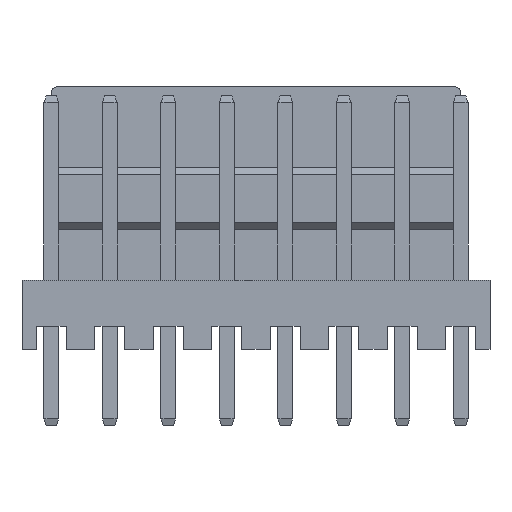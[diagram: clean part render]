
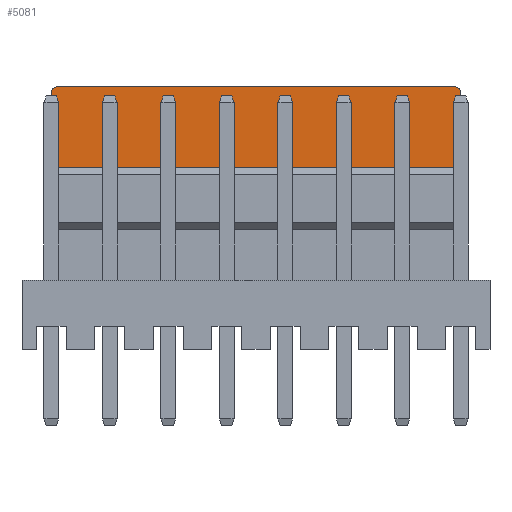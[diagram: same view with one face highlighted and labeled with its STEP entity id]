
A CAD part, front view. The second image highlights one B-rep face of the part: STEP entity #5081.
In plain terms, the highlighted planar face has unit normal (0, -1, 0).
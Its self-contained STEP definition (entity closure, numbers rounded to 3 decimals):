
#8 = ORIENTED_EDGE ( 'NONE', *, *, #626, .F. ) ;
#176 = CARTESIAN_POINT ( 'NONE',  ( 17.53, 1.5, 11.15 ) ) ;
#199 = EDGE_CURVE ( 'NONE', #2258, #3250, #5423, .T. ) ;
#223 = VERTEX_POINT ( 'NONE', #4478 ) ;
#288 = CARTESIAN_POINT ( 'NONE',  ( 17.78, 1.5, 7.9 ) ) ;
#472 = LINE ( 'NONE', #1898, #843 ) ;
#533 = ORIENTED_EDGE ( 'NONE', *, *, #4169, .F. ) ;
#626 = EDGE_CURVE ( 'NONE', #223, #2048, #472, .T. ) ;
#655 = AXIS2_PLACEMENT_3D ( 'NONE', #4369, #1532, #5253 ) ;
#838 = DIRECTION ( 'NONE',  ( 0., 0., -1. ) ) ;
#843 = VECTOR ( 'NONE', #4257, 1000. ) ;
#1237 = CARTESIAN_POINT ( 'NONE',  ( 17.78, 1.5, 7.9 ) ) ;
#1262 = ORIENTED_EDGE ( 'NONE', *, *, #1620, .F. ) ;
#1532 = DIRECTION ( 'NONE',  ( 0., 1., 0. ) ) ;
#1546 = VERTEX_POINT ( 'NONE', #1910 ) ;
#1588 = VECTOR ( 'NONE', #2997, 1000. ) ;
#1620 = EDGE_CURVE ( 'NONE', #4592, #223, #3338, .T. ) ;
#1761 = ORIENTED_EDGE ( 'NONE', *, *, #199, .T. ) ;
#1898 = CARTESIAN_POINT ( 'NONE',  ( 17.78, 1.5, 11.4 ) ) ;
#1910 = CARTESIAN_POINT ( 'NONE',  ( 0., 1.5, 7.9 ) ) ;
#2048 = VERTEX_POINT ( 'NONE', #4971 ) ;
#2071 = DIRECTION ( 'NONE',  ( 0., 1., 0. ) ) ;
#2088 = AXIS2_PLACEMENT_3D ( 'NONE', #1237, #2651, #838 ) ;
#2258 = VERTEX_POINT ( 'NONE', #6060 ) ;
#2525 = CARTESIAN_POINT ( 'NONE',  ( 17.78, 1.5, 11.15 ) ) ;
#2651 = DIRECTION ( 'NONE',  ( 0., -1., 0. ) ) ;
#2710 = CARTESIAN_POINT ( 'NONE',  ( 17.78, 1.5, 0. ) ) ;
#2762 = CIRCLE ( 'NONE', #5511, 0.25 ) ;
#2997 = DIRECTION ( 'NONE',  ( 0., 0., 1. ) ) ;
#3047 = ORIENTED_EDGE ( 'NONE', *, *, #3367, .T. ) ;
#3250 = VERTEX_POINT ( 'NONE', #2525 ) ;
#3338 = CIRCLE ( 'NONE', #655, 0.25 ) ;
#3367 = EDGE_CURVE ( 'NONE', #1546, #2258, #4005, .T. ) ;
#3434 = ORIENTED_EDGE ( 'NONE', *, *, #5252, .F. ) ;
#3489 = DIRECTION ( 'NONE',  ( 0., 0., -1. ) ) ;
#3556 = VECTOR ( 'NONE', #5884, 1000. ) ;
#3976 = CARTESIAN_POINT ( 'NONE',  ( 0., 1.5, 0. ) ) ;
#4001 = LINE ( 'NONE', #3976, #1588 ) ;
#4005 = LINE ( 'NONE', #288, #3556 ) ;
#4169 = EDGE_CURVE ( 'NONE', #2048, #3250, #2762, .T. ) ;
#4257 = DIRECTION ( 'NONE',  ( 1., 0., 0. ) ) ;
#4369 = CARTESIAN_POINT ( 'NONE',  ( 0.25, 1.5, 11.15 ) ) ;
#4478 = CARTESIAN_POINT ( 'NONE',  ( 0.25, 1.5, 11.4 ) ) ;
#4592 = VERTEX_POINT ( 'NONE', #6098 ) ;
#4938 = EDGE_LOOP ( 'NONE', ( #533, #8, #1262, #3434, #3047, #1761 ) ) ;
#4971 = CARTESIAN_POINT ( 'NONE',  ( 17.53, 1.5, 11.4 ) ) ;
#5081 = ADVANCED_FACE ( 'NONE', ( #5563 ), #5974, .T. ) ;
#5084 = DIRECTION ( 'NONE',  ( 0., 0., 1. ) ) ;
#5252 = EDGE_CURVE ( 'NONE', #1546, #4592, #4001, .T. ) ;
#5253 = DIRECTION ( 'NONE',  ( 0., 0., 1. ) ) ;
#5423 = LINE ( 'NONE', #2710, #5570 ) ;
#5511 = AXIS2_PLACEMENT_3D ( 'NONE', #176, #2071, #3489 ) ;
#5563 = FACE_OUTER_BOUND ( 'NONE', #4938, .T. ) ;
#5570 = VECTOR ( 'NONE', #5084, 1000. ) ;
#5884 = DIRECTION ( 'NONE',  ( 1., 0., 0. ) ) ;
#5974 = PLANE ( 'NONE',  #2088 ) ;
#6060 = CARTESIAN_POINT ( 'NONE',  ( 17.78, 1.5, 7.9 ) ) ;
#6098 = CARTESIAN_POINT ( 'NONE',  ( 0., 1.5, 11.15 ) ) ;
